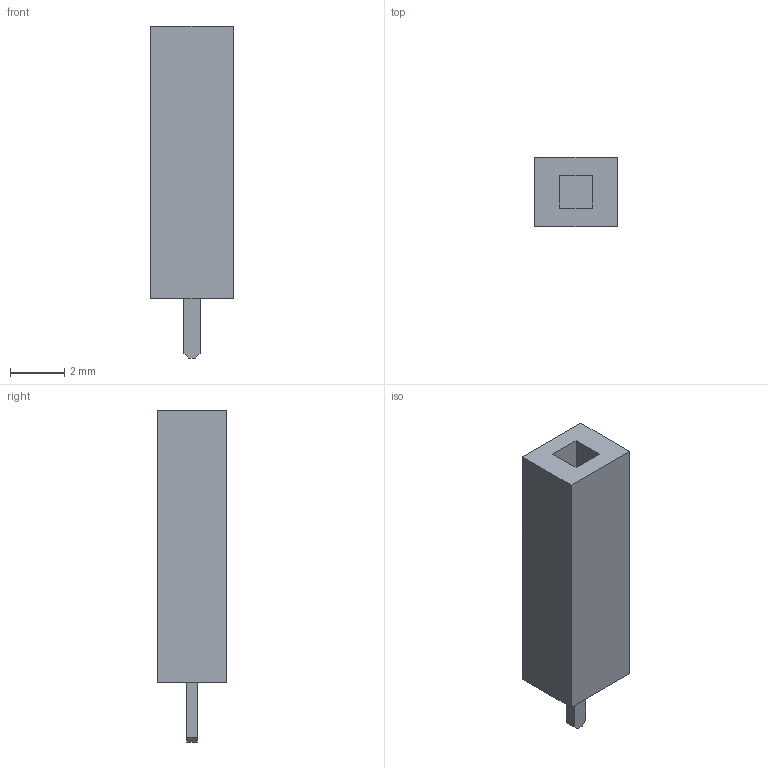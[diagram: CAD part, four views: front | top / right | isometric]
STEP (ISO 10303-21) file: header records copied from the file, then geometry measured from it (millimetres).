
FILE_DESCRIPTION (( 'STEP AP214' ), '1' );
FILE_NAME ('PBS-1.STEP', '2019-11-21T13:00:20', ( 'Elessar' ), ( '' ), 'SwSTEP 2.0', 'SolidWorks 2018', '' );
FILE_SCHEMA (( 'AUTOMOTIVE_DESIGN' ));
Length unit declared in the file: millimetre
Products named in the file (1): PBS-1
Bounding box: 3.04 x 2.54 x 12.2 mm (x, y, z)
Volume: 67.7 mm3; surface area: 164.9 mm2
Topology: 1 solids, 1 shells, 18 faces, 42 edges, 28 vertices
Faces by surface type: plane 18
Entity records: 617 total; most frequent: CARTESIAN_POINT 89, ORIENTED_EDGE 84, DIRECTION 80, EDGE_CURVE 42, VECTOR 42, LINE 42, VERTEX_POINT 28, EDGE_LOOP 20
